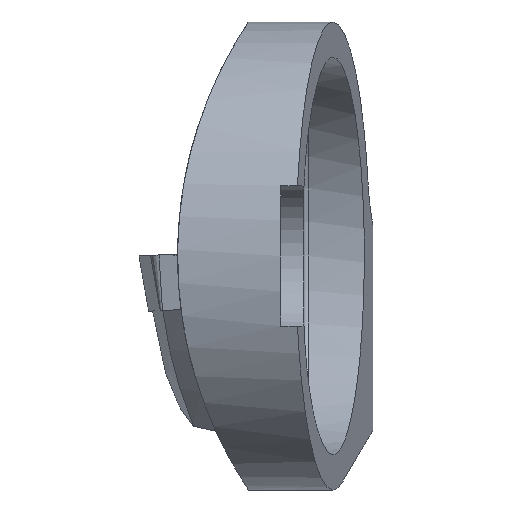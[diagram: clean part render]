
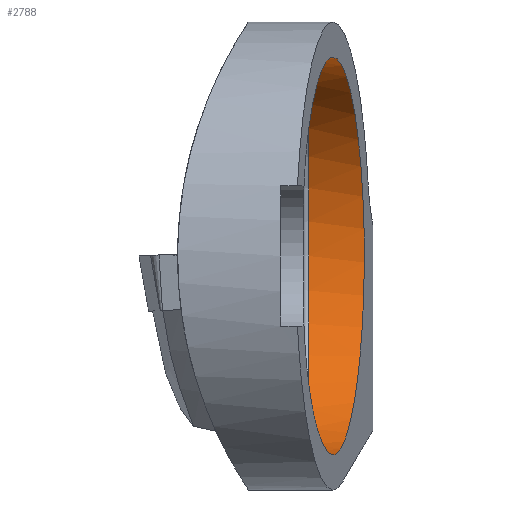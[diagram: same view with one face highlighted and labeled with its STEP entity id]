
A CAD part, front view. The second image highlights one B-rep face of the part: STEP entity #2788.
In plain terms, the highlighted cylindrical face has radius 8.5 mm (diameter 17 mm), a partial arc.
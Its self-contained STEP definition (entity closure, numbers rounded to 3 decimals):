
#108 = EDGE_CURVE ( 'NONE', #3605, #998, #130, .T. ) ;
#130 = LINE ( 'NONE', #3409, #2112 ) ;
#160 = EDGE_LOOP ( 'NONE', ( #1603, #3210, #1655, #3388 ) ) ;
#381 = CARTESIAN_POINT ( 'NONE',  ( 0.2, 0., 0. ) ) ;
#404 = EDGE_CURVE ( 'NONE', #2092, #998, #3946, .T. ) ;
#804 = DIRECTION ( 'NONE',  ( 0., 0., -1. ) ) ;
#915 = LINE ( 'NONE', #3838, #3910 ) ;
#998 = VERTEX_POINT ( 'NONE', #2600 ) ;
#1029 = CYLINDRICAL_SURFACE ( 'NONE', #4339, 8.5 ) ;
#1162 = FACE_OUTER_BOUND ( 'NONE', #160, .T. ) ;
#1302 = CARTESIAN_POINT ( 'NONE',  ( 1.234, 0., 8.5 ) ) ;
#1352 = CARTESIAN_POINT ( 'NONE',  ( 3.926, 17., -8.5 ) ) ;
#1499 = DIRECTION ( 'NONE',  ( 1., 0., 0. ) ) ;
#1603 = ORIENTED_EDGE ( 'NONE', *, *, #4707, .F. ) ;
#1655 = ORIENTED_EDGE ( 'NONE', *, *, #108, .T. ) ;
#2092 = VERTEX_POINT ( 'NONE', #1302 ) ;
#2108 = CARTESIAN_POINT ( 'NONE',  ( 1.234, 0., 8.5 ) ) ;
#2112 = VECTOR ( 'NONE', #4360, 1000. ) ;
#2600 = CARTESIAN_POINT ( 'NONE',  ( 1.234, 0., -8.5 ) ) ;
#2788 = ADVANCED_FACE ( 'NONE', ( #1162 ), #1029, .F. ) ;
#2831 = CIRCLE ( 'NONE', #4512, 8.5 ) ;
#2860 = CARTESIAN_POINT ( 'NONE',  ( 3.926, 17., 8.5 ) ) ;
#3166 = DIRECTION ( 'NONE',  ( 1., 0., 0. ) ) ;
#3210 = ORIENTED_EDGE ( 'NONE', *, *, #4228, .F. ) ;
#3212 = CARTESIAN_POINT ( 'NONE',  ( 1.234, 0., -8.5 ) ) ;
#3388 = ORIENTED_EDGE ( 'NONE', *, *, #404, .F. ) ;
#3409 = CARTESIAN_POINT ( 'NONE',  ( 9.269, 0., -8.5 ) ) ;
#3447 = VERTEX_POINT ( 'NONE', #3590 ) ;
#3590 = CARTESIAN_POINT ( 'NONE',  ( 0.2, 0., 8.5 ) ) ;
#3605 = VERTEX_POINT ( 'NONE', #4062 ) ;
#3838 = CARTESIAN_POINT ( 'NONE',  ( 9.269, 0., 8.5 ) ) ;
#3910 = VECTOR ( 'NONE', #1499, 1000. ) ;
#3946 =( BOUNDED_CURVE ( )  B_SPLINE_CURVE ( 3, ( #2108, #2860, #1352, #3212 ),
 .UNSPECIFIED., .F., .F. ) 
 B_SPLINE_CURVE_WITH_KNOTS ( ( 4, 4 ),
 ( 4.712, 7.854 ),
 .UNSPECIFIED. ) 
 CURVE ( )  GEOMETRIC_REPRESENTATION_ITEM ( )  RATIONAL_B_SPLINE_CURVE ( ( 1., 0.333, 0.333, 1. ) ) 
 REPRESENTATION_ITEM ( '' )  );
#4062 = CARTESIAN_POINT ( 'NONE',  ( 0.2, 0., -8.5 ) ) ;
#4067 = DIRECTION ( 'NONE',  ( 1., 0., 0. ) ) ;
#4228 = EDGE_CURVE ( 'NONE', #3605, #3447, #2831, .T. ) ;
#4339 = AXIS2_PLACEMENT_3D ( 'NONE', #4373, #4067, #4608 ) ;
#4360 = DIRECTION ( 'NONE',  ( 1., 0., 0. ) ) ;
#4373 = CARTESIAN_POINT ( 'NONE',  ( 9.269, 0., 0. ) ) ;
#4512 = AXIS2_PLACEMENT_3D ( 'NONE', #381, #3166, #804 ) ;
#4608 = DIRECTION ( 'NONE',  ( 0., 0., -1. ) ) ;
#4707 = EDGE_CURVE ( 'NONE', #3447, #2092, #915, .T. ) ;
